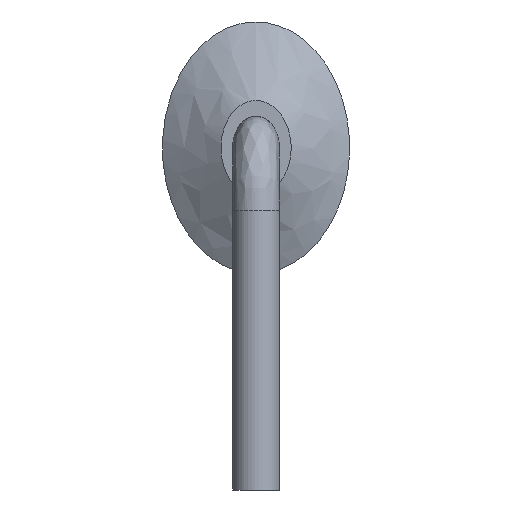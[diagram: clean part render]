
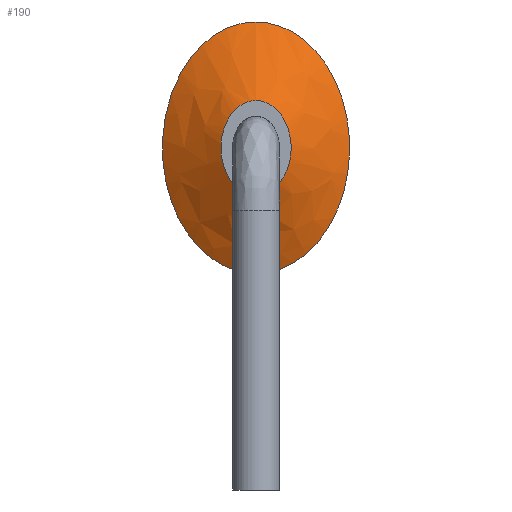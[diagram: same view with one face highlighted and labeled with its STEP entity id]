
A CAD part, left-side view. The second image highlights one B-rep face of the part: STEP entity #190.
In plain terms, the highlighted free-form (B-spline) face has degree [2, 2] with [7, 3] control points.
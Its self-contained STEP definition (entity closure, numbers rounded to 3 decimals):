
#171 = EDGE_CURVE('',#172,#172,#174,.T.);
#172 = VERTEX_POINT('',#173);
#173 = CARTESIAN_POINT('',(1.789,0.,2.318));
#174 = ( BOUNDED_CURVE() B_SPLINE_CURVE(2,(#175,#176,#177,#178,#179,#180
,#181),.UNSPECIFIED.,.T.,.F.) B_SPLINE_CURVE_WITH_KNOTS((3,2,2,3),(0.,
    2.094,4.189,6.283),
.PIECEWISE_BEZIER_KNOTS.) CURVE() GEOMETRIC_REPRESENTATION_ITEM() 
RATIONAL_B_SPLINE_CURVE((1.,0.5,1.,0.5,1.,0.5,1.)) REPRESENTATION_ITEM(
  '') );
#175 = CARTESIAN_POINT('',(1.789,0.,2.318));
#176 = CARTESIAN_POINT('',(1.789,-0.783,2.318));
#177 = CARTESIAN_POINT('',(1.789,-0.392,1.406));
#178 = CARTESIAN_POINT('',(1.789,0.,0.495));
#179 = CARTESIAN_POINT('',(1.789,0.392,1.406));
#180 = CARTESIAN_POINT('',(1.789,0.783,2.318));
#181 = CARTESIAN_POINT('',(1.789,0.,2.318));
#190 = ADVANCED_FACE('',(#191),#213,.F.);
#191 = FACE_BOUND('',#192,.F.);
#192 = EDGE_LOOP('',(#193,#205,#211,#212));
#193 = ORIENTED_EDGE('',*,*,#194,.T.);
#194 = EDGE_CURVE('',#195,#195,#197,.T.);
#195 = VERTEX_POINT('',#196);
#196 = CARTESIAN_POINT('',(2.286,0.,3.33));
#197 = ( BOUNDED_CURVE() B_SPLINE_CURVE(2,(#198,#199,#200,#201,#202,#203
,#204),.UNSPECIFIED.,.T.,.F.) B_SPLINE_CURVE_WITH_KNOTS((3,2,2,3),(0.,
    2.094,4.189,6.283),
.PIECEWISE_BEZIER_KNOTS.) CURVE() GEOMETRIC_REPRESENTATION_ITEM() 
RATIONAL_B_SPLINE_CURVE((1.,0.5,1.,0.5,1.,0.5,1.)) REPRESENTATION_ITEM(
  '') );
#198 = CARTESIAN_POINT('',(2.286,0.,3.33));
#199 = CARTESIAN_POINT('',(2.286,-2.089,3.33));
#200 = CARTESIAN_POINT('',(2.286,-1.044,0.9));
#201 = CARTESIAN_POINT('',(2.286,0.,-1.53));
#202 = CARTESIAN_POINT('',(2.286,1.044,0.9));
#203 = CARTESIAN_POINT('',(2.286,2.089,3.33));
#204 = CARTESIAN_POINT('',(2.286,0.,3.33));
#205 = ORIENTED_EDGE('',*,*,#206,.T.);
#206 = EDGE_CURVE('',#195,#172,#207,.T.);
#207 = ( BOUNDED_CURVE() B_SPLINE_CURVE(2,(#208,#209,#210),
.UNSPECIFIED.,.F.,.F.) B_SPLINE_CURVE_WITH_KNOTS((3,3),(2.553,
2.564),.PIECEWISE_BEZIER_KNOTS.) CURVE() 
GEOMETRIC_REPRESENTATION_ITEM() RATIONAL_B_SPLINE_CURVE((1.,
1.,1.)) REPRESENTATION_ITEM('') );
#208 = CARTESIAN_POINT('',(2.286,0.,3.33));
#209 = CARTESIAN_POINT('',(2.036,0.,
    2.826));
#210 = CARTESIAN_POINT('',(1.789,0.,2.318));
#211 = ORIENTED_EDGE('',*,*,#171,.F.);
#212 = ORIENTED_EDGE('',*,*,#206,.F.);
#213 = ( BOUNDED_SURFACE() B_SPLINE_SURFACE(2,2,(
    (#214,#215,#216)
    ,(#217,#218,#219)
    ,(#220,#221,#222)
    ,(#223,#224,#225)
    ,(#226,#227,#228)
    ,(#229,#230,#231)
    ,(#232,#233,#234
)),.UNSPECIFIED.,.T.,.F.,.F.) B_SPLINE_SURFACE_WITH_KNOTS((1,2,2,2,2,1),
  (3,3),(-2.094,0.,2.094,4.189,6.283,
    8.378),(2.553,2.564),.UNSPECIFIED.) 
GEOMETRIC_REPRESENTATION_ITEM() RATIONAL_B_SPLINE_SURFACE((
    (1.,1.,1.)
    ,(0.5,0.5,0.5)
    ,(1.,1.,1.)
    ,(0.5,0.5,0.5)
    ,(1.,1.,1.)
    ,(0.5,0.5,0.5)
,(1.,1.,1.))) REPRESENTATION_ITEM('') SURFACE() );
#214 = CARTESIAN_POINT('',(2.286,0.,3.33));
#215 = CARTESIAN_POINT('',(2.036,0.,
    2.826));
#216 = CARTESIAN_POINT('',(1.789,0.,2.318));
#217 = CARTESIAN_POINT('',(2.286,-2.089,3.33));
#218 = CARTESIAN_POINT('',(2.036,-1.438,2.826
    ));
#219 = CARTESIAN_POINT('',(1.789,-0.783,2.318));
#220 = CARTESIAN_POINT('',(2.286,-1.044,0.9));
#221 = CARTESIAN_POINT('',(2.036,-0.719,1.152
    ));
#222 = CARTESIAN_POINT('',(1.789,-0.392,1.406));
#223 = CARTESIAN_POINT('',(2.286,0.,-1.53));
#224 = CARTESIAN_POINT('',(2.036,0.,
    -0.521));
#225 = CARTESIAN_POINT('',(1.789,0.,0.495));
#226 = CARTESIAN_POINT('',(2.286,1.044,0.9));
#227 = CARTESIAN_POINT('',(2.036,0.719,1.152)
  );
#228 = CARTESIAN_POINT('',(1.789,0.392,1.406));
#229 = CARTESIAN_POINT('',(2.286,2.089,3.33));
#230 = CARTESIAN_POINT('',(2.036,1.438,2.826)
  );
#231 = CARTESIAN_POINT('',(1.789,0.783,2.318));
#232 = CARTESIAN_POINT('',(2.286,0.,3.33));
#233 = CARTESIAN_POINT('',(2.036,0.,
    2.826));
#234 = CARTESIAN_POINT('',(1.789,0.,2.318));
